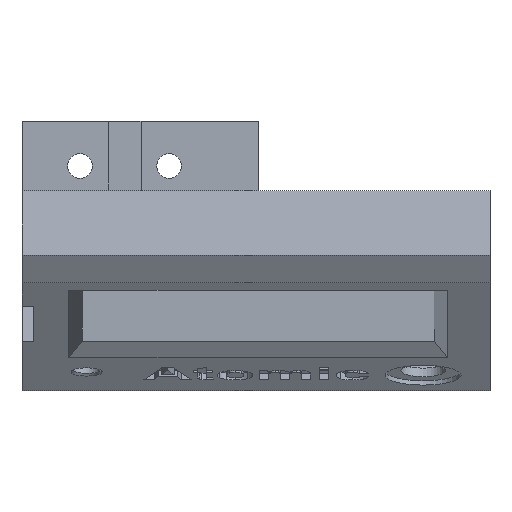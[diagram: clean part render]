
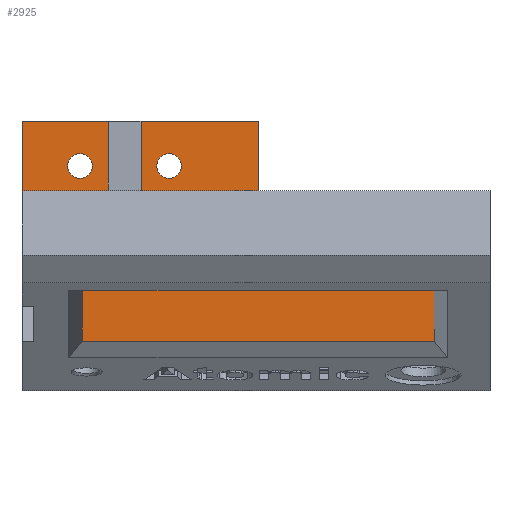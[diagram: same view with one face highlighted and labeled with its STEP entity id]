
A CAD part, top view. The second image highlights one B-rep face of the part: STEP entity #2925.
In plain terms, the highlighted planar face has unit normal (0, 0, 1).
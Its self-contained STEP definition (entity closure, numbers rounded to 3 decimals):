
#23=CIRCLE('',#3011,2.75);
#24=CIRCLE('',#3013,2.75);
#40=FACE_BOUND('',#548,.T.);
#41=FACE_BOUND('',#549,.T.);
#385=FACE_OUTER_BOUND('',#547,.T.);
#547=EDGE_LOOP('',(#2538,#2539,#2540,#2541,#2542,#2543,#2544,#2545,#2546,
#2547,#2548,#2549,#2550,#2551));
#548=EDGE_LOOP('',(#2552));
#549=EDGE_LOOP('',(#2553));
#572=LINE('',#3561,#860);
#772=LINE('',#5271,#1060);
#781=LINE('',#5292,#1069);
#782=LINE('',#5296,#1070);
#786=LINE('',#5305,#1074);
#790=LINE('',#5312,#1078);
#793=LINE('',#5317,#1081);
#795=LINE('',#5320,#1083);
#809=LINE('',#5355,#1097);
#814=LINE('',#5363,#1102);
#837=LINE('',#5413,#1125);
#844=LINE('',#5439,#1132);
#845=LINE('',#5441,#1133);
#846=LINE('',#5442,#1134);
#860=VECTOR('',#3061,10.);
#1060=VECTOR('',#3367,10.);
#1069=VECTOR('',#3384,10.);
#1070=VECTOR('',#3387,10.);
#1074=VECTOR('',#3393,10.);
#1078=VECTOR('',#3399,10.);
#1081=VECTOR('',#3406,10.);
#1083=VECTOR('',#3408,10.);
#1097=VECTOR('',#3436,10.);
#1102=VECTOR('',#3443,10.);
#1125=VECTOR('',#3488,10.);
#1132=VECTOR('',#3523,10.);
#1133=VECTOR('',#3524,10.);
#1134=VECTOR('',#3525,10.);
#1147=VERTEX_POINT('',#3558);
#1148=VERTEX_POINT('',#3560);
#1363=VERTEX_POINT('',#5267);
#1365=VERTEX_POINT('',#5270);
#1373=VERTEX_POINT('',#5290);
#1374=VERTEX_POINT('',#5294);
#1375=VERTEX_POINT('',#5295);
#1378=VERTEX_POINT('',#5303);
#1379=VERTEX_POINT('',#5304);
#1382=VERTEX_POINT('',#5318);
#1383=VERTEX_POINT('',#5322);
#1384=VERTEX_POINT('',#5326);
#1395=VERTEX_POINT('',#5352);
#1396=VERTEX_POINT('',#5354);
#1398=VERTEX_POINT('',#5361);
#1420=VERTEX_POINT('',#5440);
#1429=EDGE_CURVE('',#1148,#1147,#572,.F.);
#1753=EDGE_CURVE('',#1365,#1363,#772,.T.);
#1764=EDGE_CURVE('',#1363,#1373,#781,.T.);
#1765=EDGE_CURVE('',#1374,#1375,#782,.T.);
#1769=EDGE_CURVE('',#1378,#1379,#786,.T.);
#1773=EDGE_CURVE('',#1379,#1374,#790,.T.);
#1776=EDGE_CURVE('',#1373,#1378,#793,.T.);
#1778=EDGE_CURVE('',#1382,#1375,#795,.T.);
#1779=EDGE_CURVE('',#1383,#1383,#23,.T.);
#1781=EDGE_CURVE('',#1384,#1384,#24,.T.);
#1794=EDGE_CURVE('',#1396,#1395,#809,.F.);
#1799=EDGE_CURVE('',#1398,#1382,#814,.T.);
#1824=EDGE_CURVE('',#1395,#1148,#837,.F.);
#1836=EDGE_CURVE('',#1398,#1396,#844,.F.);
#1837=EDGE_CURVE('',#1147,#1420,#845,.F.);
#1838=EDGE_CURVE('',#1420,#1365,#846,.F.);
#2538=ORIENTED_EDGE('',*,*,#1764,.T.);
#2539=ORIENTED_EDGE('',*,*,#1776,.T.);
#2540=ORIENTED_EDGE('',*,*,#1769,.T.);
#2541=ORIENTED_EDGE('',*,*,#1773,.T.);
#2542=ORIENTED_EDGE('',*,*,#1765,.T.);
#2543=ORIENTED_EDGE('',*,*,#1778,.F.);
#2544=ORIENTED_EDGE('',*,*,#1799,.F.);
#2545=ORIENTED_EDGE('',*,*,#1836,.T.);
#2546=ORIENTED_EDGE('',*,*,#1794,.T.);
#2547=ORIENTED_EDGE('',*,*,#1824,.T.);
#2548=ORIENTED_EDGE('',*,*,#1429,.T.);
#2549=ORIENTED_EDGE('',*,*,#1837,.T.);
#2550=ORIENTED_EDGE('',*,*,#1838,.T.);
#2551=ORIENTED_EDGE('',*,*,#1753,.T.);
#2552=ORIENTED_EDGE('',*,*,#1779,.T.);
#2553=ORIENTED_EDGE('',*,*,#1781,.T.);
#2771=PLANE('',#3042);
#2925=ADVANCED_FACE('',(#385,#40,#41),#2771,.T.);
#3011=AXIS2_PLACEMENT_3D('',#5323,#3411,#3412);
#3013=AXIS2_PLACEMENT_3D('',#5327,#3416,#3417);
#3042=AXIS2_PLACEMENT_3D('',#5438,#3521,#3522);
#3061=DIRECTION('',(0.,-1.,0.));
#3367=DIRECTION('',(-1.,0.,0.));
#3384=DIRECTION('',(0.,1.,0.));
#3387=DIRECTION('',(0.,1.,0.));
#3393=DIRECTION('',(0.,-1.,0.));
#3399=DIRECTION('',(-1.,0.,0.));
#3406=DIRECTION('',(-1.,0.,0.));
#3408=DIRECTION('',(1.,0.,0.));
#3411=DIRECTION('center_axis',(0.,0.,-1.));
#3412=DIRECTION('ref_axis',(0.,1.,0.));
#3416=DIRECTION('center_axis',(0.,0.,-1.));
#3417=DIRECTION('ref_axis',(0.,1.,0.));
#3436=DIRECTION('',(0.,1.,0.));
#3443=DIRECTION('',(0.,1.,0.));
#3488=DIRECTION('',(-1.,0.,0.));
#3521=DIRECTION('center_axis',(0.,0.,1.));
#3522=DIRECTION('ref_axis',(0.,-1.,0.));
#3523=DIRECTION('',(-1.,0.,0.));
#3524=DIRECTION('',(-1.,0.,0.));
#3525=DIRECTION('',(0.,-1.,0.));
#3558=CARTESIAN_POINT('',(49.5,5.749,-54.615));
#3560=CARTESIAN_POINT('',(49.5,-6.373,-54.615));
#3561=CARTESIAN_POINT('',(49.5,23.808,-54.615));
#5267=CARTESIAN_POINT('',(0.,20.,-54.615));
#5270=CARTESIAN_POINT('',(52.,20.,-54.615));
#5271=CARTESIAN_POINT('',(-27.75,20.,-54.615));
#5290=CARTESIAN_POINT('',(0.,47.,-54.615));
#5292=CARTESIAN_POINT('',(0.,41.,-54.615));
#5294=CARTESIAN_POINT('',(-33.7,27.3,-54.615));
#5295=CARTESIAN_POINT('',(-33.7,47.,-54.615));
#5296=CARTESIAN_POINT('',(-33.7,47.,-54.615));
#5303=CARTESIAN_POINT('',(-26.3,47.,-54.615));
#5304=CARTESIAN_POINT('',(-26.3,27.3,-54.615));
#5305=CARTESIAN_POINT('',(-26.3,57.,-54.615));
#5312=CARTESIAN_POINT('',(-18.,27.3,-54.615));
#5317=CARTESIAN_POINT('',(-30.839,47.,-54.615));
#5318=CARTESIAN_POINT('',(-53.,47.,-54.615));
#5320=CARTESIAN_POINT('',(-27.75,47.,-54.615));
#5322=CARTESIAN_POINT('',(-20.,34.25,-54.615));
#5323=CARTESIAN_POINT('Origin',(-20.,37.,-54.615));
#5326=CARTESIAN_POINT('',(-40.,34.25,-54.615));
#5327=CARTESIAN_POINT('Origin',(-40.,37.,-54.615));
#5352=CARTESIAN_POINT('',(-50.5,-6.373,-54.615));
#5354=CARTESIAN_POINT('',(-50.5,5.749,-54.615));
#5355=CARTESIAN_POINT('',(-50.5,31.637,-54.615));
#5361=CARTESIAN_POINT('',(-53.,5.749,-54.615));
#5363=CARTESIAN_POINT('',(-53.,34.161,-54.615));
#5413=CARTESIAN_POINT('',(-55.,-6.373,-54.615));
#5438=CARTESIAN_POINT('Origin',(-55.,55.,-54.615));
#5439=CARTESIAN_POINT('',(-53.875,5.749,-54.615));
#5440=CARTESIAN_POINT('',(52.,5.749,-54.615));
#5441=CARTESIAN_POINT('',(-27.75,5.749,-54.615));
#5442=CARTESIAN_POINT('',(52.,22.902,-54.615));
